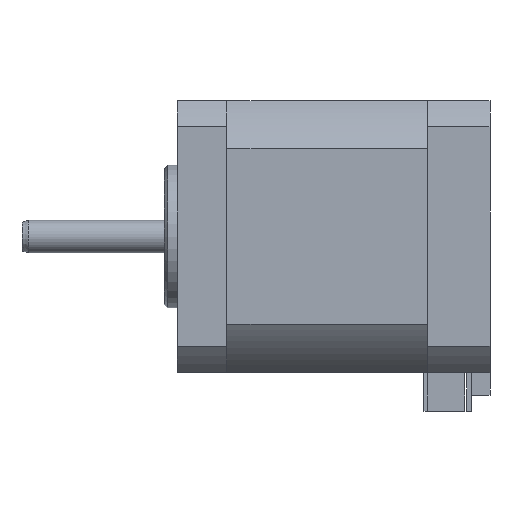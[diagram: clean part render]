
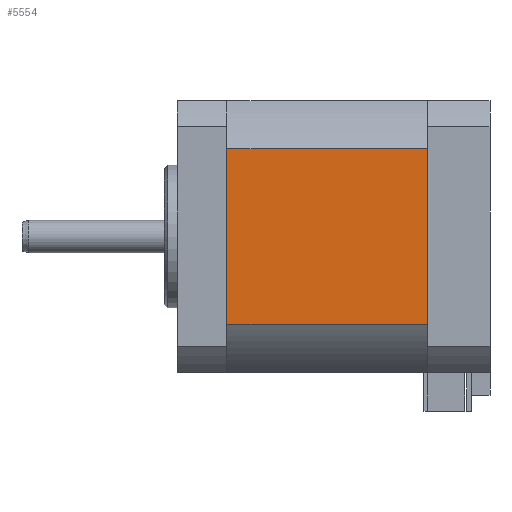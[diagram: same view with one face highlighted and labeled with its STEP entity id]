
A CAD part, left-side view. The second image highlights one B-rep face of the part: STEP entity #5554.
In plain terms, the highlighted planar face has unit normal (-1, 0, 0).
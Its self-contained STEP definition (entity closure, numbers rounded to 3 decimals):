
#409 = PLANE ( 'NONE',  #7938 ) ;
#410 = CARTESIAN_POINT ( 'NONE',  ( -3.35, 48.3, 0.679 ) ) ;
#411 = DIRECTION ( 'NONE',  ( 1., 0., 0. ) ) ;
#412 = DIRECTION ( 'NONE',  ( 0., 0., -1. ) ) ;
#990 = LINE ( 'NONE', #991, #1457 ) ;
#991 = CARTESIAN_POINT ( 'NONE',  ( -3.35, 9.65, 4.085 ) ) ;
#992 = DIRECTION ( 'NONE',  ( 0., 1., 0. ) ) ;
#993 = LINE ( 'NONE', #994, #1459 ) ;
#994 = CARTESIAN_POINT ( 'NONE',  ( -3.35, 9.66, 38.65 ) ) ;
#995 = DIRECTION ( 'NONE',  ( 0., 0., -1. ) ) ;
#996 = LINE ( 'NONE', #997, #1461 ) ;
#997 = CARTESIAN_POINT ( 'NONE',  ( -3.35, 9.65, 31.215 ) ) ;
#998 = DIRECTION ( 'NONE',  ( 0., 1., 0. ) ) ;
#1457 = VECTOR ( 'NONE', #992, 1000. ) ;
#1459 = VECTOR ( 'NONE', #995, 1000. ) ;
#1461 = VECTOR ( 'NONE', #998, 1000. ) ;
#4148 = LINE ( 'NONE', #4149, #10781 ) ;
#4149 = CARTESIAN_POINT ( 'NONE',  ( -3.35, 40.64, 38.65 ) ) ;
#4150 = DIRECTION ( 'NONE',  ( 0., 0., 1. ) ) ;
#5554 = ADVANCED_FACE ( 'NONE', ( #7932 ), #409, .F. ) ;
#5685 = EDGE_CURVE ( 'NONE', #7250, #7276, #990, .T. ) ;
#5686 = EDGE_CURVE ( 'NONE', #7249, #7250, #993, .T. ) ;
#5687 = EDGE_CURVE ( 'NONE', #7249, #7274, #996, .T. ) ;
#7029 = ORIENTED_EDGE ( 'NONE', *, *, #8077, .F. ) ;
#7030 = ORIENTED_EDGE ( 'NONE', *, *, #5686, .F. ) ;
#7031 = ORIENTED_EDGE ( 'NONE', *, *, #5685, .F. ) ;
#7032 = ORIENTED_EDGE ( 'NONE', *, *, #5687, .T. ) ;
#7249 = VERTEX_POINT ( 'NONE', #8833 ) ;
#7250 = VERTEX_POINT ( 'NONE', #8834 ) ;
#7274 = VERTEX_POINT ( 'NONE', #8858 ) ;
#7276 = VERTEX_POINT ( 'NONE', #8860 ) ;
#7482 = EDGE_LOOP ( 'NONE', ( #7029, #7031, #7030, #7032 ) ) ;
#7932 = FACE_OUTER_BOUND ( 'NONE', #7482, .T. ) ;
#7938 = AXIS2_PLACEMENT_3D ( 'NONE', #410, #411, #412 ) ;
#8077 = EDGE_CURVE ( 'NONE', #7276, #7274, #4148, .T. ) ;
#8833 = CARTESIAN_POINT ( 'NONE',  ( -3.35, 9.66, 31.215 ) ) ;
#8834 = CARTESIAN_POINT ( 'NONE',  ( -3.35, 9.66, 4.085 ) ) ;
#8858 = CARTESIAN_POINT ( 'NONE',  ( -3.35, 40.64, 31.215 ) ) ;
#8860 = CARTESIAN_POINT ( 'NONE',  ( -3.35, 40.64, 4.085 ) ) ;
#10781 = VECTOR ( 'NONE', #4150, 1000. ) ;
